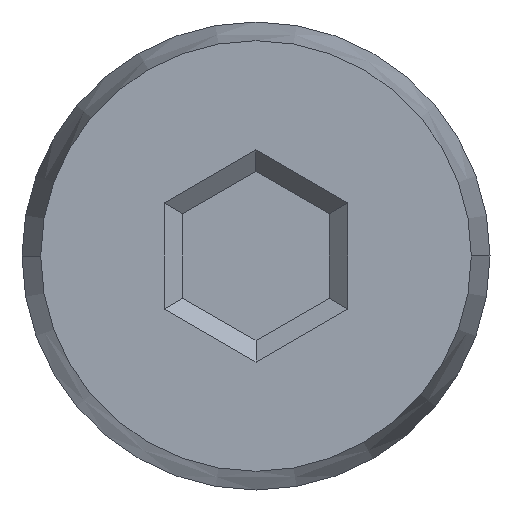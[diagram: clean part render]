
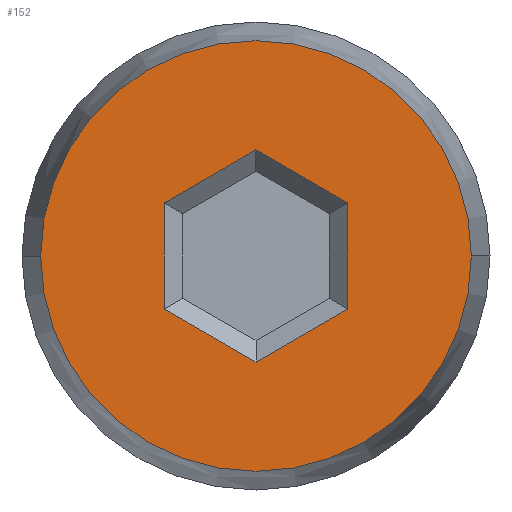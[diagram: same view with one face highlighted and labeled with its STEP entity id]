
A CAD part, left-side view. The second image highlights one B-rep face of the part: STEP entity #152.
In plain terms, the highlighted planar face has unit normal (-1, 0, 0).
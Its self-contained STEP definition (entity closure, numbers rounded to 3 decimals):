
#47 = VERTEX_POINT ( 'NONE', #445 ) ;
#48 = ORIENTED_EDGE ( 'NONE', *, *, #57, .T. ) ;
#49 = ORIENTED_EDGE ( 'NONE', *, *, #50, .T. ) ;
#50 = EDGE_CURVE ( 'NONE', #69, #55, #438, .T. ) ;
#53 = ORIENTED_EDGE ( 'NONE', *, *, #155, .T. ) ;
#54 = VERTEX_POINT ( 'NONE', #402 ) ;
#55 = VERTEX_POINT ( 'NONE', #401 ) ;
#56 = VERTEX_POINT ( 'NONE', #400 ) ;
#57 = EDGE_CURVE ( 'NONE', #47, #69, #449, .T. ) ;
#69 = VERTEX_POINT ( 'NONE', #480 ) ;
#131 = VERTEX_POINT ( 'NONE', #726 ) ;
#149 = ORIENTED_EDGE ( 'NONE', *, *, #151, .T. ) ;
#150 = VERTEX_POINT ( 'NONE', #669 ) ;
#151 = EDGE_CURVE ( 'NONE', #56, #150, #632, .T. ) ;
#152 = ADVANCED_FACE ( 'NONE', ( #628, #627 ), #735, .T. ) ;
#153 = EDGE_LOOP ( 'NONE', ( #53, #48, #49, #156, #149, #233 ) ) ;
#155 = EDGE_CURVE ( 'NONE', #54, #47, #767, .T. ) ;
#156 = ORIENTED_EDGE ( 'NONE', *, *, #157, .T. ) ;
#157 = EDGE_CURVE ( 'NONE', #55, #56, #762, .T. ) ;
#210 = EDGE_CURVE ( 'NONE', #211, #131, #842, .T. ) ;
#211 = VERTEX_POINT ( 'NONE', #843 ) ;
#222 = ORIENTED_EDGE ( 'NONE', *, *, #210, .F. ) ;
#230 = ORIENTED_EDGE ( 'NONE', *, *, #231, .F. ) ;
#231 = EDGE_CURVE ( 'NONE', #131, #211, #996, .T. ) ;
#233 = ORIENTED_EDGE ( 'NONE', *, *, #234, .T. ) ;
#234 = EDGE_CURVE ( 'NONE', #150, #54, #1113, .T. ) ;
#235 = EDGE_LOOP ( 'NONE', ( #222, #230 ) ) ;
#400 = CARTESIAN_POINT ( 'NONE',  ( -11.226, 2.742, 0.474 ) ) ;
#401 = CARTESIAN_POINT ( 'NONE',  ( -11.226, 3.988, -0.246 ) ) ;
#402 = CARTESIAN_POINT ( 'NONE',  ( -11.226, 1.496, -1.685 ) ) ;
#432 = DIRECTION ( 'NONE',  ( 0., 0., 1. ) ) ;
#433 = VECTOR ( 'NONE', #432, 1000. ) ;
#434 = CARTESIAN_POINT ( 'NONE',  ( -11.226, 3.988, -0.392 ) ) ;
#438 = LINE ( 'NONE', #434, #433 ) ;
#445 = CARTESIAN_POINT ( 'NONE',  ( -11.226, 2.742, -2.404 ) ) ;
#446 = DIRECTION ( 'NONE',  ( 0., 0.866, 0.5 ) ) ;
#447 = VECTOR ( 'NONE', #446, 1000. ) ;
#448 = CARTESIAN_POINT ( 'NONE',  ( -11.226, 3.861, -1.758 ) ) ;
#449 = LINE ( 'NONE', #448, #447 ) ;
#480 = CARTESIAN_POINT ( 'NONE',  ( -11.226, 3.988, -1.685 ) ) ;
#627 = FACE_OUTER_BOUND ( 'NONE', #235, .T. ) ;
#628 = FACE_BOUND ( 'NONE', #153, .T. ) ;
#629 = DIRECTION ( 'NONE',  ( 0., -0.866, -0.5 ) ) ;
#630 = VECTOR ( 'NONE', #629, 1000. ) ;
#631 = CARTESIAN_POINT ( 'NONE',  ( -11.226, 1.623, -0.172 ) ) ;
#632 = LINE ( 'NONE', #631, #630 ) ;
#669 = CARTESIAN_POINT ( 'NONE',  ( -11.226, 1.496, -0.246 ) ) ;
#726 = CARTESIAN_POINT ( 'NONE',  ( -11.226, -0.179, -0.965 ) ) ;
#730 = DIRECTION ( 'NONE',  ( 0., -1., 0. ) ) ;
#731 = DIRECTION ( 'NONE',  ( -1., 0., 0. ) ) ;
#732 = CARTESIAN_POINT ( 'NONE',  ( -11.226, 2.742, -0.965 ) ) ;
#733 = AXIS2_PLACEMENT_3D ( 'NONE', #732, #731, #730 ) ;
#735 = PLANE ( 'NONE',  #733 ) ;
#761 = DIRECTION ( 'NONE',  ( 0., -0.866, 0.5 ) ) ;
#762 = LINE ( 'NONE', #766, #765 ) ;
#763 = CARTESIAN_POINT ( 'NONE',  ( -11.226, 2.615, -2.331 ) ) ;
#764 = DIRECTION ( 'NONE',  ( 0., 0.866, -0.5 ) ) ;
#765 = VECTOR ( 'NONE', #761, 1000. ) ;
#766 = CARTESIAN_POINT ( 'NONE',  ( -11.226, 2.869, 0.401 ) ) ;
#767 = LINE ( 'NONE', #763, #787 ) ;
#787 = VECTOR ( 'NONE', #764, 1000. ) ;
#838 = DIRECTION ( 'NONE',  ( 0., 1., 0. ) ) ;
#839 = DIRECTION ( 'NONE',  ( 1., 0., 0. ) ) ;
#840 = CARTESIAN_POINT ( 'NONE',  ( -11.226, 2.742, -0.965 ) ) ;
#841 = AXIS2_PLACEMENT_3D ( 'NONE', #840, #839, #838 ) ;
#842 = CIRCLE ( 'NONE', #841, 2.921 ) ;
#843 = CARTESIAN_POINT ( 'NONE',  ( -11.226, 5.663, -0.965 ) ) ;
#990 = DIRECTION ( 'NONE',  ( 0., 0., -1. ) ) ;
#991 = VECTOR ( 'NONE', #990, 1000. ) ;
#992 = CARTESIAN_POINT ( 'NONE',  ( -11.226, 1.496, -1.538 ) ) ;
#996 = CIRCLE ( 'NONE', #1121, 2.921 ) ;
#1113 = LINE ( 'NONE', #992, #991 ) ;
#1118 = DIRECTION ( 'NONE',  ( 0., 1., 0. ) ) ;
#1119 = DIRECTION ( 'NONE',  ( 1., 0., 0. ) ) ;
#1120 = CARTESIAN_POINT ( 'NONE',  ( -11.226, 2.742, -0.965 ) ) ;
#1121 = AXIS2_PLACEMENT_3D ( 'NONE', #1120, #1119, #1118 ) ;
